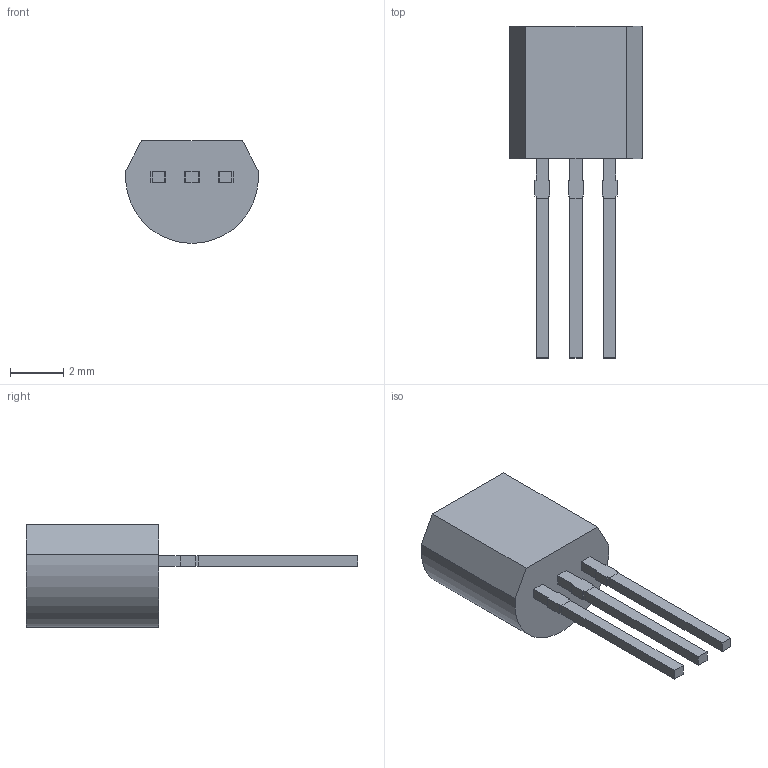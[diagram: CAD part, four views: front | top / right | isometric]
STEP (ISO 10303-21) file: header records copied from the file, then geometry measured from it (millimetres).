
FILE_DESCRIPTION (( 'STEP AP214' ), '1' );
FILE_NAME ('358C79F9-439E-4273-B8F9-65253DF05F1D.STEP', '2024-05-15T05:30:59', ( '' ), ( '' ), 'SwSTEP 2.0', 'SolidWorks 2022', '' );
FILE_SCHEMA (( 'AUTOMOTIVE_DESIGN' ));
Length unit declared in the file: millimetre
Products named in the file (1): 358C79F9-439E-4273-B8F9-65253DF05F1D
Bounding box: 4.99 x 12.5 x 3.87 mm (x, y, z)
Volume: 84.1 mm3; surface area: 146.9 mm2
Topology: 7 solids, 7 shells, 67 faces, 159 edges, 106 vertices
Faces by surface type: plane 65, cylinder 2
Entity records: 1985 total; most frequent: CARTESIAN_POINT 333, ORIENTED_EDGE 318, DIRECTION 299, EDGE_CURVE 159, LINE 155, VECTOR 155, VERTEX_POINT 106, AXIS2_PLACEMENT_3D 72
